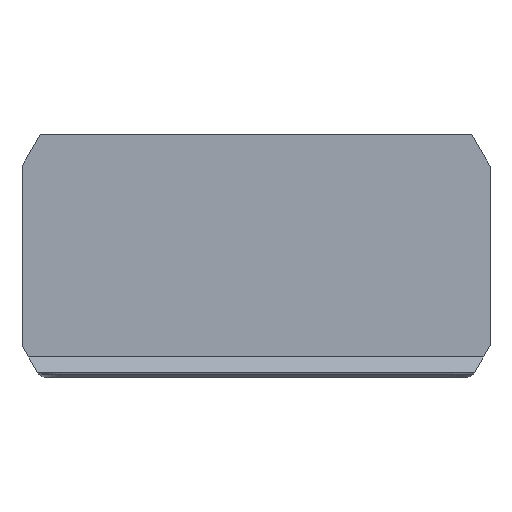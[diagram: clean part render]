
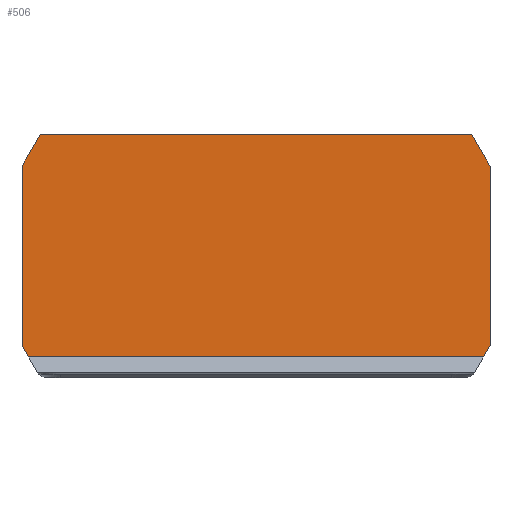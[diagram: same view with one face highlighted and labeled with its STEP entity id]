
A CAD part, left-side view. The second image highlights one B-rep face of the part: STEP entity #506.
In plain terms, the highlighted planar face has unit normal (-1, 0, 0).
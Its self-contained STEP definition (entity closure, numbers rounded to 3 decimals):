
#111 = VERTEX_POINT('',#112);
#112 = CARTESIAN_POINT('',(-1.,57.233,5.2));
#118 = EDGE_CURVE('',#119,#111,#121,.T.);
#119 = VERTEX_POINT('',#120);
#120 = CARTESIAN_POINT('',(-1.,58.85,8.));
#121 = LINE('',#122,#123);
#122 = CARTESIAN_POINT('',(-1.,58.85,8.));
#123 = VECTOR('',#124,1.);
#124 = DIRECTION('',(0.,-0.5,-0.866));
#159 = VERTEX_POINT('',#160);
#160 = CARTESIAN_POINT('',(-1.,-57.233,5.2));
#166 = EDGE_CURVE('',#111,#159,#167,.T.);
#167 = LINE('',#168,#169);
#168 = CARTESIAN_POINT('',(-1.,54.924,5.2));
#169 = VECTOR('',#170,1.);
#170 = DIRECTION('',(0.,-1.,0.));
#255 = VERTEX_POINT('',#256);
#256 = CARTESIAN_POINT('',(-1.,-58.85,8.));
#262 = EDGE_CURVE('',#159,#255,#263,.T.);
#263 = LINE('',#264,#265);
#264 = CARTESIAN_POINT('',(-1.,-54.231,0.));
#265 = VECTOR('',#266,1.);
#266 = DIRECTION('',(0.,-0.5,0.866));
#487 = EDGE_CURVE('',#119,#488,#490,.T.);
#488 = VERTEX_POINT('',#489);
#489 = CARTESIAN_POINT('',(-1.,58.85,53.2));
#490 = LINE('',#491,#492);
#491 = CARTESIAN_POINT('',(-1.,58.85,50.));
#492 = VECTOR('',#493,1.);
#493 = DIRECTION('',(0.,0.,1.));
#506 = ADVANCED_FACE('',(#507),#543,.F.);
#507 = FACE_BOUND('',#508,.F.);
#508 = EDGE_LOOP('',(#509,#510,#511,#519,#527,#535,#541,#542));
#509 = ORIENTED_EDGE('',*,*,#118,.F.);
#510 = ORIENTED_EDGE('',*,*,#487,.T.);
#511 = ORIENTED_EDGE('',*,*,#512,.T.);
#512 = EDGE_CURVE('',#488,#513,#515,.T.);
#513 = VERTEX_POINT('',#514);
#514 = CARTESIAN_POINT('',(-1.,54.231,61.2));
#515 = LINE('',#516,#517);
#516 = CARTESIAN_POINT('',(-1.,58.85,53.2));
#517 = VECTOR('',#518,1.);
#518 = DIRECTION('',(0.,-0.5,0.866));
#519 = ORIENTED_EDGE('',*,*,#520,.T.);
#520 = EDGE_CURVE('',#513,#521,#523,.T.);
#521 = VERTEX_POINT('',#522);
#522 = CARTESIAN_POINT('',(-1.,-54.231,61.2));
#523 = LINE('',#524,#525);
#524 = CARTESIAN_POINT('',(-1.,54.231,61.2));
#525 = VECTOR('',#526,1.);
#526 = DIRECTION('',(0.,-1.,0.));
#527 = ORIENTED_EDGE('',*,*,#528,.T.);
#528 = EDGE_CURVE('',#521,#529,#531,.T.);
#529 = VERTEX_POINT('',#530);
#530 = CARTESIAN_POINT('',(-1.,-58.85,53.2));
#531 = LINE('',#532,#533);
#532 = CARTESIAN_POINT('',(-1.,-54.231,61.2));
#533 = VECTOR('',#534,1.);
#534 = DIRECTION('',(0.,-0.5,-0.866));
#535 = ORIENTED_EDGE('',*,*,#536,.F.);
#536 = EDGE_CURVE('',#255,#529,#537,.T.);
#537 = LINE('',#538,#539);
#538 = CARTESIAN_POINT('',(-1.,-58.85,8.));
#539 = VECTOR('',#540,1.);
#540 = DIRECTION('',(0.,0.,1.));
#541 = ORIENTED_EDGE('',*,*,#262,.F.);
#542 = ORIENTED_EDGE('',*,*,#166,.F.);
#543 = PLANE('',#544);
#544 = AXIS2_PLACEMENT_3D('',#545,#546,#547);
#545 = CARTESIAN_POINT('',(-1.,0.,30.6));
#546 = DIRECTION('',(1.,0.,0.));
#547 = DIRECTION('',(0.,0.,1.));
